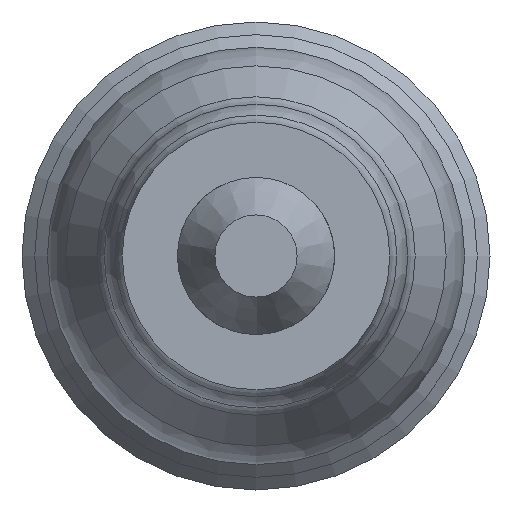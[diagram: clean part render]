
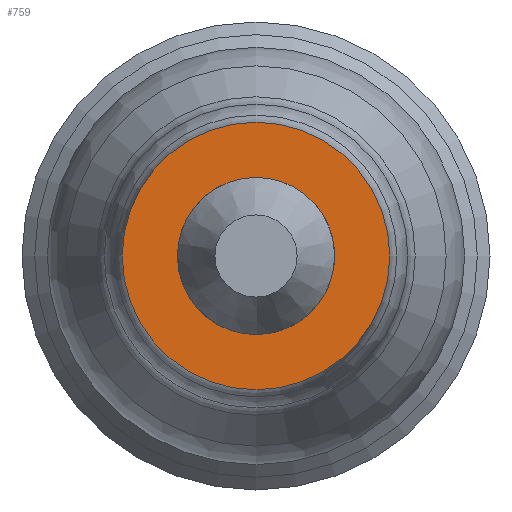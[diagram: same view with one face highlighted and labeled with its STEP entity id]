
A CAD part, left-side view. The second image highlights one B-rep face of the part: STEP entity #759.
In plain terms, the highlighted planar face has unit normal (-1, 0, 0).
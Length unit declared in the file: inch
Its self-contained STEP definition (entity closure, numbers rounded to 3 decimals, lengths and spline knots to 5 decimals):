
#5 = DIRECTION ( 'NONE',  ( 1., 0., 0. ) ) ;
#26 = ORIENTED_EDGE ( 'NONE', *, *, #355, .T. ) ;
#68 = FACE_OUTER_BOUND ( 'NONE', #457, .T. ) ;
#72 = DIRECTION ( 'NONE',  ( 0., 0., -1. ) ) ;
#79 = FACE_BOUND ( 'NONE', #534, .T. ) ;
#131 = AXIS2_PLACEMENT_3D ( 'NONE', #248, #5, #72 ) ;
#148 = DIRECTION ( 'NONE',  ( 0., 0., 1. ) ) ;
#185 = VERTEX_POINT ( 'NONE', #558 ) ;
#204 = DIRECTION ( 'NONE',  ( 1., 0., 0. ) ) ;
#205 = CARTESIAN_POINT ( 'NONE',  ( 0., 0., 0.02115 ) ) ;
#248 = CARTESIAN_POINT ( 'NONE',  ( 0., 0., 0. ) ) ;
#272 = AXIS2_PLACEMENT_3D ( 'NONE', #671, #204, #675 ) ;
#355 = EDGE_CURVE ( 'NONE', #586, #586, #644, .T. ) ;
#439 = CIRCLE ( 'NONE', #131, 0.01243 ) ;
#457 = EDGE_LOOP ( 'NONE', ( #26 ) ) ;
#534 = EDGE_LOOP ( 'NONE', ( #670 ) ) ;
#558 = CARTESIAN_POINT ( 'NONE',  ( 0., 0., -0.01243 ) ) ;
#579 = CARTESIAN_POINT ( 'NONE',  ( 0., 0., 0. ) ) ;
#580 = AXIS2_PLACEMENT_3D ( 'NONE', #579, #757, #148 ) ;
#586 = VERTEX_POINT ( 'NONE', #205 ) ;
#644 = CIRCLE ( 'NONE', #580, 0.02115 ) ;
#669 = EDGE_CURVE ( 'NONE', #185, #185, #439, .T. ) ;
#670 = ORIENTED_EDGE ( 'NONE', *, *, #669, .T. ) ;
#671 = CARTESIAN_POINT ( 'NONE',  ( 0., 0.02115, 0. ) ) ;
#675 = DIRECTION ( 'NONE',  ( 0., 0., -1. ) ) ;
#723 = PLANE ( 'NONE',  #272 ) ;
#757 = DIRECTION ( 'NONE',  ( -1., 0., 0. ) ) ;
#759 = ADVANCED_FACE ( 'NONE', ( #79, #68 ), #723, .F. ) ;
